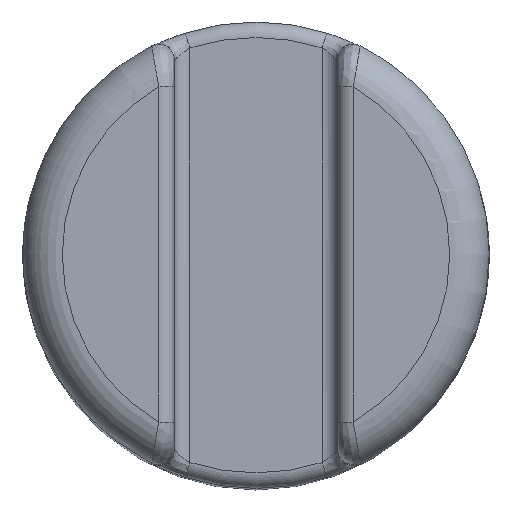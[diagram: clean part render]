
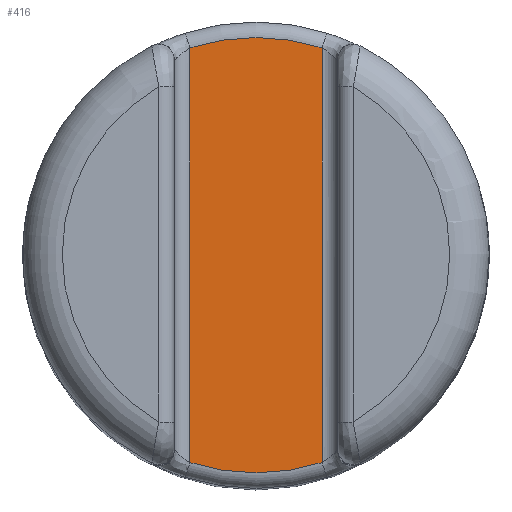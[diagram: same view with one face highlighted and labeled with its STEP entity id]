
A CAD part, top view. The second image highlights one B-rep face of the part: STEP entity #416.
In plain terms, the highlighted planar face has unit normal (0, 0, 1).
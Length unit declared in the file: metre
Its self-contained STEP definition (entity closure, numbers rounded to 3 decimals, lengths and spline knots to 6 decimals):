
#49=LINE('',#763,#65);
#50=LINE('',#767,#66);
#65=VECTOR('',#550,1.);
#66=VECTOR('',#553,1.);
#119=ORIENTED_EDGE('',*,*,#240,.T.);
#120=ORIENTED_EDGE('',*,*,#241,.T.);
#121=ORIENTED_EDGE('',*,*,#242,.T.);
#122=ORIENTED_EDGE('',*,*,#243,.T.);
#240=EDGE_CURVE('',#301,#302,#314,.T.);
#241=EDGE_CURVE('',#302,#303,#49,.T.);
#242=EDGE_CURVE('',#303,#304,#315,.T.);
#243=EDGE_CURVE('',#304,#301,#50,.T.);
#301=VERTEX_POINT('',#761);
#302=VERTEX_POINT('',#762);
#303=VERTEX_POINT('',#764);
#304=VERTEX_POINT('',#766);
#314=CIRCLE('',#468,0.028);
#315=CIRCLE('',#469,0.028);
#343=EDGE_LOOP('',(#119,#120,#121,#122));
#379=FACE_BOUND('',#343,.T.);
#409=PLANE('',#467);
#416=ADVANCED_FACE('',(#379),#409,.T.);
#467=AXIS2_PLACEMENT_3D('',#759,#546,#547);
#468=AXIS2_PLACEMENT_3D('',#760,#548,#549);
#469=AXIS2_PLACEMENT_3D('',#765,#551,#552);
#546=DIRECTION('',(0.,0.,1.));
#547=DIRECTION('',(1.,0.,0.));
#548=DIRECTION('',(0.,0.,1.));
#549=DIRECTION('',(1.,0.,0.));
#550=DIRECTION('',(0.,-1.,0.));
#551=DIRECTION('',(0.,0.,1.));
#552=DIRECTION('',(1.,0.,0.));
#553=DIRECTION('',(0.,1.,0.));
#759=CARTESIAN_POINT('',(0.,0.,0.125));
#760=CARTESIAN_POINT('',(0.,0.,0.125));
#761=CARTESIAN_POINT('',(0.0085,0.026679,0.125));
#762=CARTESIAN_POINT('',(-0.0085,0.026679,0.125));
#763=CARTESIAN_POINT('',(-0.0085,0.,0.125));
#764=CARTESIAN_POINT('',(-0.0085,-0.026679,0.125));
#765=CARTESIAN_POINT('',(0.,0.,0.125));
#766=CARTESIAN_POINT('',(0.0085,-0.026679,0.125));
#767=CARTESIAN_POINT('',(0.0085,0.,0.125));
